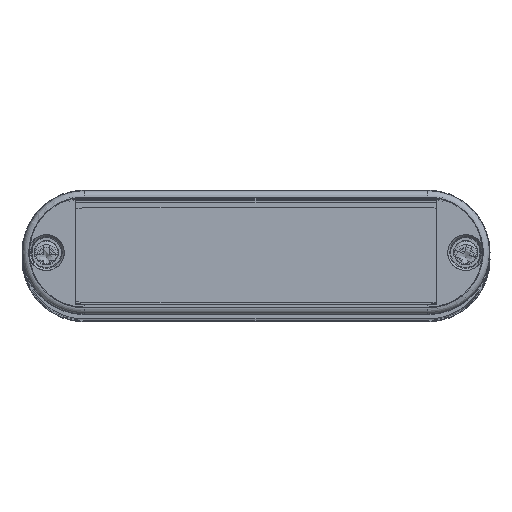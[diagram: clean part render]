
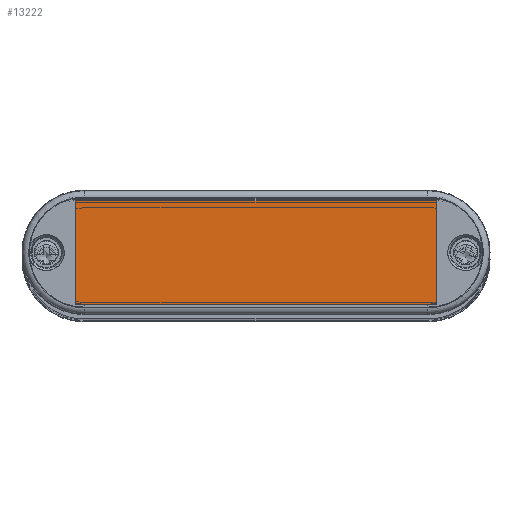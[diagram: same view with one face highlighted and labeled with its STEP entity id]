
A CAD part, top view. The second image highlights one B-rep face of the part: STEP entity #13222.
In plain terms, the highlighted planar face has unit normal (0, 0, 1).
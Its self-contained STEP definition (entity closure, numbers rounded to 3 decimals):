
#9492 = PLANE('',#9493);
#9493 = AXIS2_PLACEMENT_3D('',#9494,#9495,#9496);
#9494 = CARTESIAN_POINT('',(-27.765,7.965,3.));
#9495 = DIRECTION('',(-1.,0.,-0.017));
#9496 = DIRECTION('',(0.,1.,0.));
#9520 = PLANE('',#9521);
#9521 = AXIS2_PLACEMENT_3D('',#9522,#9523,#9524);
#9522 = CARTESIAN_POINT('',(27.765,7.965,3.));
#9523 = DIRECTION('',(0.,1.,-0.017));
#9524 = DIRECTION('',(1.,0.,0.));
#9548 = PLANE('',#9549);
#9549 = AXIS2_PLACEMENT_3D('',#9550,#9551,#9552);
#9550 = CARTESIAN_POINT('',(27.765,-8.035,3.));
#9551 = DIRECTION('',(1.,0.,-0.017));
#9552 = DIRECTION('',(0.,-1.,0.));
#9574 = PLANE('',#9575);
#9575 = AXIS2_PLACEMENT_3D('',#9576,#9577,#9578);
#9576 = CARTESIAN_POINT('',(-27.765,-8.035,3.));
#9577 = DIRECTION('',(0.,-1.,-0.017));
#9578 = DIRECTION('',(-1.,0.,0.));
#13025 = EDGE_CURVE('',#13026,#13028,#13030,.T.);
#13026 = VERTEX_POINT('',#13027);
#13027 = CARTESIAN_POINT('',(-27.756,7.956,2.5));
#13028 = VERTEX_POINT('',#13029);
#13029 = CARTESIAN_POINT('',(-27.756,-8.027,2.5));
#13030 = SURFACE_CURVE('',#13031,(#13035,#13042),.PCURVE_S1.);
#13031 = LINE('',#13032,#13033);
#13032 = CARTESIAN_POINT('',(-27.756,7.956,2.5));
#13033 = VECTOR('',#13034,1.);
#13034 = DIRECTION('',(0.,-1.,0.));
#13035 = PCURVE('',#9492,#13036);
#13036 = DEFINITIONAL_REPRESENTATION('',(#13037),#13041);
#13037 = LINE('',#13038,#13039);
#13038 = CARTESIAN_POINT('',(-0.009,0.5));
#13039 = VECTOR('',#13040,1.);
#13040 = DIRECTION('',(-1.,0.));
#13041 = ( GEOMETRIC_REPRESENTATION_CONTEXT(2) 
PARAMETRIC_REPRESENTATION_CONTEXT() REPRESENTATION_CONTEXT('2D SPACE',''
  ) );
#13042 = PCURVE('',#13043,#13048);
#13043 = PLANE('',#13044);
#13044 = AXIS2_PLACEMENT_3D('',#13045,#13046,#13047);
#13045 = CARTESIAN_POINT('',(0.,-0.035,2.5));
#13046 = DIRECTION('',(0.,0.,1.));
#13047 = DIRECTION('',(1.,0.,-0.));
#13048 = DEFINITIONAL_REPRESENTATION('',(#13049),#13053);
#13049 = LINE('',#13050,#13051);
#13050 = CARTESIAN_POINT('',(-27.756,7.991));
#13051 = VECTOR('',#13052,1.);
#13052 = DIRECTION('',(0.,-1.));
#13053 = ( GEOMETRIC_REPRESENTATION_CONTEXT(2) 
PARAMETRIC_REPRESENTATION_CONTEXT() REPRESENTATION_CONTEXT('2D SPACE',''
  ) );
#13101 = EDGE_CURVE('',#13028,#13102,#13104,.T.);
#13102 = VERTEX_POINT('',#13103);
#13103 = CARTESIAN_POINT('',(27.756,-8.027,2.5));
#13104 = SURFACE_CURVE('',#13105,(#13109,#13116),.PCURVE_S1.);
#13105 = LINE('',#13106,#13107);
#13106 = CARTESIAN_POINT('',(-27.756,-8.027,2.5));
#13107 = VECTOR('',#13108,1.);
#13108 = DIRECTION('',(1.,0.,0.));
#13109 = PCURVE('',#9574,#13110);
#13110 = DEFINITIONAL_REPRESENTATION('',(#13111),#13115);
#13111 = LINE('',#13112,#13113);
#13112 = CARTESIAN_POINT('',(-0.009,0.5));
#13113 = VECTOR('',#13114,1.);
#13114 = DIRECTION('',(-1.,0.));
#13115 = ( GEOMETRIC_REPRESENTATION_CONTEXT(2) 
PARAMETRIC_REPRESENTATION_CONTEXT() REPRESENTATION_CONTEXT('2D SPACE',''
  ) );
#13116 = PCURVE('',#13043,#13117);
#13117 = DEFINITIONAL_REPRESENTATION('',(#13118),#13122);
#13118 = LINE('',#13119,#13120);
#13119 = CARTESIAN_POINT('',(-27.756,-7.991));
#13120 = VECTOR('',#13121,1.);
#13121 = DIRECTION('',(1.,0.));
#13122 = ( GEOMETRIC_REPRESENTATION_CONTEXT(2) 
PARAMETRIC_REPRESENTATION_CONTEXT() REPRESENTATION_CONTEXT('2D SPACE',''
  ) );
#13150 = EDGE_CURVE('',#13102,#13151,#13153,.T.);
#13151 = VERTEX_POINT('',#13152);
#13152 = CARTESIAN_POINT('',(27.756,7.956,2.5));
#13153 = SURFACE_CURVE('',#13154,(#13158,#13165),.PCURVE_S1.);
#13154 = LINE('',#13155,#13156);
#13155 = CARTESIAN_POINT('',(27.756,-8.027,2.5));
#13156 = VECTOR('',#13157,1.);
#13157 = DIRECTION('',(0.,1.,0.));
#13158 = PCURVE('',#9548,#13159);
#13159 = DEFINITIONAL_REPRESENTATION('',(#13160),#13164);
#13160 = LINE('',#13161,#13162);
#13161 = CARTESIAN_POINT('',(-0.009,0.5));
#13162 = VECTOR('',#13163,1.);
#13163 = DIRECTION('',(-1.,-0.));
#13164 = ( GEOMETRIC_REPRESENTATION_CONTEXT(2) 
PARAMETRIC_REPRESENTATION_CONTEXT() REPRESENTATION_CONTEXT('2D SPACE',''
  ) );
#13165 = PCURVE('',#13043,#13166);
#13166 = DEFINITIONAL_REPRESENTATION('',(#13167),#13171);
#13167 = LINE('',#13168,#13169);
#13168 = CARTESIAN_POINT('',(27.756,-7.991));
#13169 = VECTOR('',#13170,1.);
#13170 = DIRECTION('',(0.,1.));
#13171 = ( GEOMETRIC_REPRESENTATION_CONTEXT(2) 
PARAMETRIC_REPRESENTATION_CONTEXT() REPRESENTATION_CONTEXT('2D SPACE',''
  ) );
#13199 = EDGE_CURVE('',#13151,#13026,#13200,.T.);
#13200 = SURFACE_CURVE('',#13201,(#13205,#13212),.PCURVE_S1.);
#13201 = LINE('',#13202,#13203);
#13202 = CARTESIAN_POINT('',(27.756,7.956,2.5));
#13203 = VECTOR('',#13204,1.);
#13204 = DIRECTION('',(-1.,0.,0.));
#13205 = PCURVE('',#9520,#13206);
#13206 = DEFINITIONAL_REPRESENTATION('',(#13207),#13211);
#13207 = LINE('',#13208,#13209);
#13208 = CARTESIAN_POINT('',(-0.009,0.5));
#13209 = VECTOR('',#13210,1.);
#13210 = DIRECTION('',(-1.,-0.));
#13211 = ( GEOMETRIC_REPRESENTATION_CONTEXT(2) 
PARAMETRIC_REPRESENTATION_CONTEXT() REPRESENTATION_CONTEXT('2D SPACE',''
  ) );
#13212 = PCURVE('',#13043,#13213);
#13213 = DEFINITIONAL_REPRESENTATION('',(#13214),#13218);
#13214 = LINE('',#13215,#13216);
#13215 = CARTESIAN_POINT('',(27.756,7.991));
#13216 = VECTOR('',#13217,1.);
#13217 = DIRECTION('',(-1.,0.));
#13218 = ( GEOMETRIC_REPRESENTATION_CONTEXT(2) 
PARAMETRIC_REPRESENTATION_CONTEXT() REPRESENTATION_CONTEXT('2D SPACE',''
  ) );
#13222 = ADVANCED_FACE('',(#13223),#13043,.T.);
#13223 = FACE_BOUND('',#13224,.T.);
#13224 = EDGE_LOOP('',(#13225,#13226,#13227,#13228));
#13225 = ORIENTED_EDGE('',*,*,#13025,.T.);
#13226 = ORIENTED_EDGE('',*,*,#13101,.T.);
#13227 = ORIENTED_EDGE('',*,*,#13150,.T.);
#13228 = ORIENTED_EDGE('',*,*,#13199,.T.);
